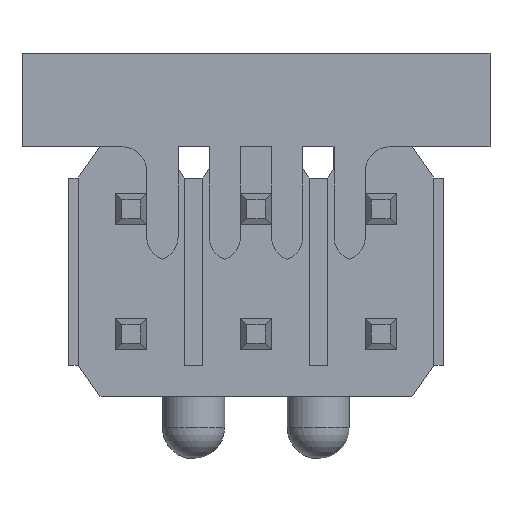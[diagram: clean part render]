
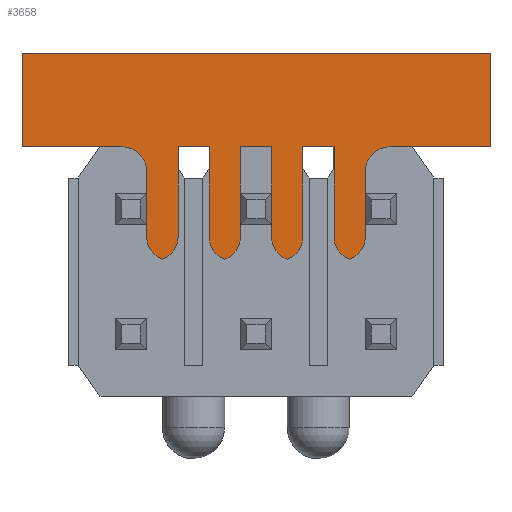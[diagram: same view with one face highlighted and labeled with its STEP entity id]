
A CAD part, front view. The second image highlights one B-rep face of the part: STEP entity #3658.
In plain terms, the highlighted planar face has unit normal (0, -1, 0).
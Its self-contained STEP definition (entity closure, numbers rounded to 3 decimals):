
#115=CIRCLE('',#3902,0.37);
#119=CIRCLE('',#3908,0.37);
#123=CIRCLE('',#3918,0.37);
#127=CIRCLE('',#3924,0.37);
#131=CIRCLE('',#3934,0.37);
#135=CIRCLE('',#3940,0.37);
#139=CIRCLE('',#3950,0.37);
#143=CIRCLE('',#3956,0.37);
#147=CIRCLE('',#3962,0.4);
#151=CIRCLE('',#3968,0.4);
#1064=ORIENTED_EDGE('',*,*,#1526,.T.);
#1065=ORIENTED_EDGE('',*,*,#1629,.T.);
#1066=ORIENTED_EDGE('',*,*,#1661,.T.);
#1067=ORIENTED_EDGE('',*,*,#1638,.T.);
#1068=ORIENTED_EDGE('',*,*,#1642,.T.);
#1069=ORIENTED_EDGE('',*,*,#1645,.T.);
#1070=ORIENTED_EDGE('',*,*,#1651,.T.);
#1071=ORIENTED_EDGE('',*,*,#1634,.T.);
#1072=ORIENTED_EDGE('',*,*,#1534,.T.);
#1073=ORIENTED_EDGE('',*,*,#1541,.T.);
#1074=ORIENTED_EDGE('',*,*,#1547,.T.);
#1075=ORIENTED_EDGE('',*,*,#1553,.T.);
#1076=ORIENTED_EDGE('',*,*,#1649,.T.);
#1077=ORIENTED_EDGE('',*,*,#1560,.T.);
#1078=ORIENTED_EDGE('',*,*,#1567,.T.);
#1079=ORIENTED_EDGE('',*,*,#1573,.T.);
#1080=ORIENTED_EDGE('',*,*,#1579,.T.);
#1081=ORIENTED_EDGE('',*,*,#1647,.T.);
#1082=ORIENTED_EDGE('',*,*,#1586,.T.);
#1083=ORIENTED_EDGE('',*,*,#1593,.T.);
#1084=ORIENTED_EDGE('',*,*,#1599,.T.);
#1085=ORIENTED_EDGE('',*,*,#1605,.T.);
#1086=ORIENTED_EDGE('',*,*,#1663,.T.);
#1087=ORIENTED_EDGE('',*,*,#1612,.T.);
#1088=ORIENTED_EDGE('',*,*,#1619,.T.);
#1089=ORIENTED_EDGE('',*,*,#1623,.T.);
#1526=EDGE_CURVE('',#1891,#1890,#2326,.T.);
#1534=EDGE_CURVE('',#1899,#1898,#2334,.T.);
#1541=EDGE_CURVE('',#1898,#1903,#115,.T.);
#1547=EDGE_CURVE('',#1903,#1907,#119,.T.);
#1553=EDGE_CURVE('',#1907,#1911,#2345,.T.);
#1560=EDGE_CURVE('',#1919,#1918,#2352,.T.);
#1567=EDGE_CURVE('',#1918,#1923,#123,.T.);
#1573=EDGE_CURVE('',#1923,#1927,#127,.T.);
#1579=EDGE_CURVE('',#1927,#1931,#2363,.T.);
#1586=EDGE_CURVE('',#1939,#1938,#2370,.T.);
#1593=EDGE_CURVE('',#1938,#1943,#131,.T.);
#1599=EDGE_CURVE('',#1943,#1947,#135,.T.);
#1605=EDGE_CURVE('',#1947,#1951,#2381,.T.);
#1612=EDGE_CURVE('',#1959,#1958,#2388,.T.);
#1619=EDGE_CURVE('',#1958,#1963,#139,.T.);
#1623=EDGE_CURVE('',#1963,#1891,#143,.T.);
#1629=EDGE_CURVE('',#1890,#1967,#147,.F.);
#1634=EDGE_CURVE('',#1971,#1899,#151,.F.);
#1638=EDGE_CURVE('',#1975,#1974,#2398,.T.);
#1642=EDGE_CURVE('',#1974,#1977,#2402,.T.);
#1645=EDGE_CURVE('',#1977,#1979,#2405,.T.);
#1647=EDGE_CURVE('',#1931,#1939,#2407,.T.);
#1649=EDGE_CURVE('',#1911,#1919,#2409,.T.);
#1651=EDGE_CURVE('',#1979,#1971,#2411,.T.);
#1661=EDGE_CURVE('',#1967,#1975,#2421,.T.);
#1663=EDGE_CURVE('',#1951,#1959,#2423,.T.);
#1890=VERTEX_POINT('',#5718);
#1891=VERTEX_POINT('',#5720);
#1898=VERTEX_POINT('',#5736);
#1899=VERTEX_POINT('',#5738);
#1903=VERTEX_POINT('',#5750);
#1907=VERTEX_POINT('',#5762);
#1911=VERTEX_POINT('',#5774);
#1918=VERTEX_POINT('',#5790);
#1919=VERTEX_POINT('',#5792);
#1923=VERTEX_POINT('',#5804);
#1927=VERTEX_POINT('',#5816);
#1931=VERTEX_POINT('',#5828);
#1938=VERTEX_POINT('',#5844);
#1939=VERTEX_POINT('',#5846);
#1943=VERTEX_POINT('',#5858);
#1947=VERTEX_POINT('',#5870);
#1951=VERTEX_POINT('',#5882);
#1958=VERTEX_POINT('',#5898);
#1959=VERTEX_POINT('',#5900);
#1963=VERTEX_POINT('',#5912);
#1967=VERTEX_POINT('',#5930);
#1971=VERTEX_POINT('',#5942);
#1974=VERTEX_POINT('',#5949);
#1975=VERTEX_POINT('',#5951);
#1977=VERTEX_POINT('',#5957);
#1979=VERTEX_POINT('',#5963);
#2326=LINE('',#5719,#2770);
#2334=LINE('',#5737,#2778);
#2345=LINE('',#5775,#2789);
#2352=LINE('',#5791,#2796);
#2363=LINE('',#5829,#2807);
#2370=LINE('',#5845,#2814);
#2381=LINE('',#5883,#2825);
#2388=LINE('',#5899,#2832);
#2398=LINE('',#5950,#2842);
#2402=LINE('',#5958,#2846);
#2405=LINE('',#5964,#2849);
#2407=LINE('',#5967,#2851);
#2409=LINE('',#5969,#2853);
#2411=LINE('',#5971,#2855);
#2421=LINE('',#5981,#2865);
#2423=LINE('',#5983,#2867);
#2770=VECTOR('',#4688,1000.);
#2778=VECTOR('',#4700,1000.);
#2789=VECTOR('',#4739,1000.);
#2796=VECTOR('',#4750,1000.);
#2807=VECTOR('',#4789,1000.);
#2814=VECTOR('',#4800,1000.);
#2825=VECTOR('',#4839,1000.);
#2832=VECTOR('',#4850,1000.);
#2842=VECTOR('',#4910,1000.);
#2846=VECTOR('',#4916,1000.);
#2849=VECTOR('',#4921,1000.);
#2851=VECTOR('',#4925,1000.);
#2853=VECTOR('',#4927,1000.);
#2855=VECTOR('',#4929,1000.);
#2865=VECTOR('',#4939,1000.);
#2867=VECTOR('',#4941,1000.);
#3074=EDGE_LOOP('',(#1064,#1065,#1066,#1067,#1068,#1069,#1070,#1071,#1072,
#1073,#1074,#1075,#1076,#1077,#1078,#1079,#1080,#1081,#1082,#1083,#1084,
#1085,#1086,#1087,#1088,#1089));
#3290=FACE_BOUND('',#3074,.T.);
#3458=PLANE('',#3973);
#3658=ADVANCED_FACE('',(#3290),#3458,.T.);
#3902=AXIS2_PLACEMENT_3D('',#5751,#4714,#4715);
#3908=AXIS2_PLACEMENT_3D('',#5763,#4728,#4729);
#3918=AXIS2_PLACEMENT_3D('',#5805,#4764,#4765);
#3924=AXIS2_PLACEMENT_3D('',#5817,#4778,#4779);
#3934=AXIS2_PLACEMENT_3D('',#5859,#4814,#4815);
#3940=AXIS2_PLACEMENT_3D('',#5871,#4828,#4829);
#3950=AXIS2_PLACEMENT_3D('',#5913,#4864,#4865);
#3956=AXIS2_PLACEMENT_3D('',#5919,#4876,#4877);
#3962=AXIS2_PLACEMENT_3D('',#5931,#4890,#4891);
#3968=AXIS2_PLACEMENT_3D('',#5941,#4903,#4904);
#3973=AXIS2_PLACEMENT_3D('',#5984,#4942,#4943);
#4688=DIRECTION('',(0.,0.,1.));
#4700=DIRECTION('',(0.,0.,-1.));
#4714=DIRECTION('',(0.,-1.,0.));
#4715=DIRECTION('',(1.,0.,0.));
#4728=DIRECTION('',(0.,-1.,0.));
#4729=DIRECTION('',(-1.,0.,0.));
#4739=DIRECTION('',(0.,0.,1.));
#4750=DIRECTION('',(0.,0.,-1.));
#4764=DIRECTION('',(0.,-1.,0.));
#4765=DIRECTION('',(1.,0.,0.));
#4778=DIRECTION('',(0.,-1.,0.));
#4779=DIRECTION('',(-1.,0.,0.));
#4789=DIRECTION('',(0.,0.,1.));
#4800=DIRECTION('',(0.,0.,-1.));
#4814=DIRECTION('',(0.,-1.,0.));
#4815=DIRECTION('',(1.,0.,0.));
#4828=DIRECTION('',(0.,-1.,0.));
#4829=DIRECTION('',(-1.,0.,0.));
#4839=DIRECTION('',(0.,0.,1.));
#4850=DIRECTION('',(0.,0.,-1.));
#4864=DIRECTION('',(0.,-1.,0.));
#4865=DIRECTION('',(1.,0.,0.));
#4876=DIRECTION('',(0.,-1.,0.));
#4877=DIRECTION('',(-1.,0.,0.));
#4890=DIRECTION('',(0.,-1.,0.));
#4891=DIRECTION('',(0.,0.,-1.));
#4903=DIRECTION('',(0.,-1.,0.));
#4904=DIRECTION('',(0.,0.,-1.));
#4910=DIRECTION('',(0.,0.,1.));
#4916=DIRECTION('',(-1.,0.,0.));
#4921=DIRECTION('',(0.,0.,-1.));
#4925=DIRECTION('',(1.,0.,0.));
#4927=DIRECTION('',(1.,0.,0.));
#4929=DIRECTION('',(1.,0.,0.));
#4939=DIRECTION('',(1.,0.,0.));
#4941=DIRECTION('',(1.,0.,0.));
#4942=DIRECTION('',(0.,-1.,0.));
#4943=DIRECTION('',(0.,0.,-1.));
#5718=CARTESIAN_POINT('',(1.75,-2.5,-0.4));
#5719=CARTESIAN_POINT('',(1.75,-2.5,0.));
#5720=CARTESIAN_POINT('',(1.75,-2.5,-1.45));
#5736=CARTESIAN_POINT('',(-1.75,-2.5,-1.45));
#5737=CARTESIAN_POINT('',(-1.75,-2.5,0.));
#5738=CARTESIAN_POINT('',(-1.75,-2.5,-0.4));
#5750=CARTESIAN_POINT('',(-1.5,-2.5,-1.8));
#5751=CARTESIAN_POINT('',(-1.38,-2.5,-1.45));
#5762=CARTESIAN_POINT('',(-1.25,-2.5,-1.45));
#5763=CARTESIAN_POINT('',(-1.62,-2.5,-1.45));
#5774=CARTESIAN_POINT('',(-1.25,-2.5,0.));
#5775=CARTESIAN_POINT('',(-1.25,-2.5,-1.45));
#5790=CARTESIAN_POINT('',(-0.75,-2.5,-1.45));
#5791=CARTESIAN_POINT('',(-0.75,-2.5,-1.45));
#5792=CARTESIAN_POINT('',(-0.75,-2.5,0.));
#5804=CARTESIAN_POINT('',(-0.5,-2.5,-1.8));
#5805=CARTESIAN_POINT('',(-0.38,-2.5,-1.45));
#5816=CARTESIAN_POINT('',(-0.25,-2.5,-1.45));
#5817=CARTESIAN_POINT('',(-0.62,-2.5,-1.45));
#5828=CARTESIAN_POINT('',(-0.25,-2.5,0.));
#5829=CARTESIAN_POINT('',(-0.25,-2.5,0.));
#5844=CARTESIAN_POINT('',(0.25,-2.5,-1.45));
#5845=CARTESIAN_POINT('',(0.25,-2.5,-1.45));
#5846=CARTESIAN_POINT('',(0.25,-2.5,0.));
#5858=CARTESIAN_POINT('',(0.5,-2.5,-1.8));
#5859=CARTESIAN_POINT('',(0.62,-2.5,-1.45));
#5870=CARTESIAN_POINT('',(0.75,-2.5,-1.45));
#5871=CARTESIAN_POINT('',(0.38,-2.5,-1.45));
#5882=CARTESIAN_POINT('',(0.75,-2.5,0.));
#5883=CARTESIAN_POINT('',(0.75,-2.5,0.));
#5898=CARTESIAN_POINT('',(1.25,-2.5,-1.45));
#5899=CARTESIAN_POINT('',(1.25,-2.5,-1.45));
#5900=CARTESIAN_POINT('',(1.25,-2.5,0.));
#5912=CARTESIAN_POINT('',(1.5,-2.5,-1.8));
#5913=CARTESIAN_POINT('',(1.62,-2.5,-1.45));
#5919=CARTESIAN_POINT('',(1.38,-2.5,-1.45));
#5930=CARTESIAN_POINT('',(2.15,-2.5,0.));
#5931=CARTESIAN_POINT('',(2.15,-2.5,-0.4));
#5941=CARTESIAN_POINT('',(-2.15,-2.5,-0.4));
#5942=CARTESIAN_POINT('',(-2.15,-2.5,0.));
#5949=CARTESIAN_POINT('',(3.75,-2.5,1.5));
#5950=CARTESIAN_POINT('',(3.75,-2.5,0.));
#5951=CARTESIAN_POINT('',(3.75,-2.5,0.));
#5957=CARTESIAN_POINT('',(-3.75,-2.5,1.5));
#5958=CARTESIAN_POINT('',(3.75,-2.5,1.5));
#5963=CARTESIAN_POINT('',(-3.75,-2.5,0.));
#5964=CARTESIAN_POINT('',(-3.75,-2.5,1.5));
#5967=CARTESIAN_POINT('',(-0.25,-2.5,0.));
#5969=CARTESIAN_POINT('',(-1.25,-2.5,0.));
#5971=CARTESIAN_POINT('',(-3.75,-2.5,0.));
#5981=CARTESIAN_POINT('',(1.75,-2.5,0.));
#5983=CARTESIAN_POINT('',(0.75,-2.5,0.));
#5984=CARTESIAN_POINT('',(-1.38,-2.5,-1.45));
